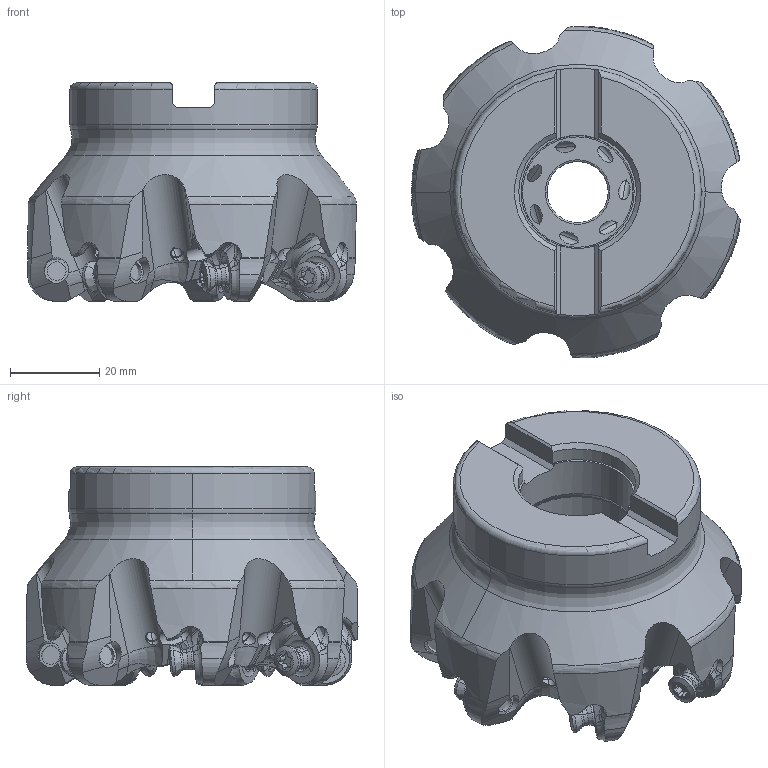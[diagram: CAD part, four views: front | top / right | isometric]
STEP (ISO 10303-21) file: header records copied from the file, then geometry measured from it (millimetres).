
FILE_DESCRIPTION(/* description */ (''),/* implementation_level */ '2;1');
FILE_NAME(/* name */ 'WWX400UR3_0007CA.stp',/* time_stamp */ '2020-04-21T17:34:12+09:00',/* author */ (''),/* organization */ (''),/* preprocessor_version */ 'ST-DEVELOPER v16',/* originating_system */ 'SIEMENS PLM Software NX 10.0',/* authorisation */ '');
FILE_SCHEMA (('AUTOMOTIVE_DESIGN { 1 0 10303 214 3 1 1 1 }'));
Products named in the file (1): WWX400UR3_0007CA_ASM
Bounding box: 73.78 x 74.53 x 49.01 mm (x, y, z)
Volume: 111580.6 mm3; surface area: 24761.8 mm2
Topology: 8 solids, 8 shells, 911 faces, 2621 edges, 1695 vertices
Faces by surface type: cylinder 334, plane 217, bspline 112, sphere 98, torus 63, cone 52, extrusion 35
Entity records: 62216 total; most frequent: CARTESIAN_POINT 39852, ORIENTED_EDGE 5130, DIRECTION 4060, EDGE_CURVE 2565, AXIS2_PLACEMENT_3D 1734, VERTEX_POINT 1685, B_SPLINE_CURVE_WITH_KNOTS 1107, EDGE_LOOP 956
